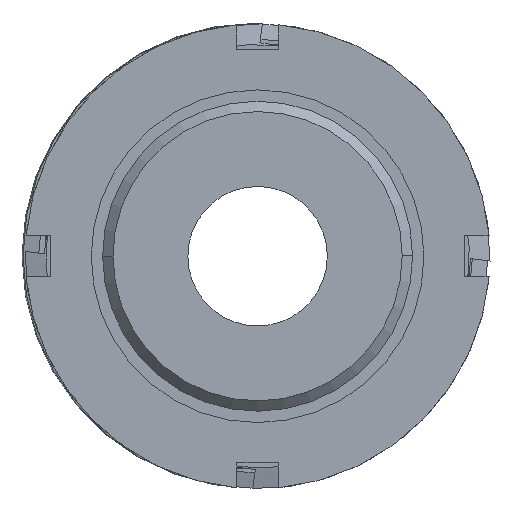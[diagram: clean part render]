
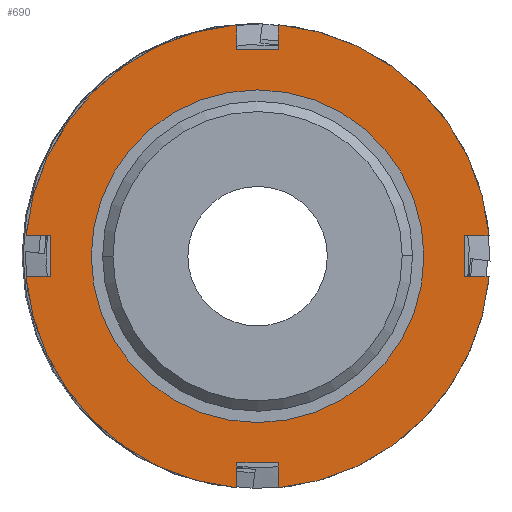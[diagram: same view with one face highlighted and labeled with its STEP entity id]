
A CAD part, front view. The second image highlights one B-rep face of the part: STEP entity #690.
In plain terms, the highlighted planar face has unit normal (0, -1, 0).
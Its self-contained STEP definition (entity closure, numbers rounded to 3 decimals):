
#3 = CIRCLE ( 'NONE', #2458, 16.1 ) ;
#14 = ORIENTED_EDGE ( 'NONE', *, *, #519, .T. ) ;
#30 = DIRECTION ( 'NONE',  ( 0., 0., 1. ) ) ;
#70 = EDGE_CURVE ( 'NONE', #154, #2143, #3504, .T. ) ;
#72 = DIRECTION ( 'NONE',  ( 0., 0., 1. ) ) ;
#154 = VERTEX_POINT ( 'NONE', #3694 ) ;
#186 = CARTESIAN_POINT ( 'NONE',  ( -2., -37., 20. ) ) ;
#189 = AXIS2_PLACEMENT_3D ( 'NONE', #454, #3955, #861 ) ;
#255 = ORIENTED_EDGE ( 'NONE', *, *, #70, .F. ) ;
#266 = CARTESIAN_POINT ( 'NONE',  ( -2., -37., -20. ) ) ;
#274 = LINE ( 'NONE', #2698, #557 ) ;
#329 = VECTOR ( 'NONE', #4277, 1000. ) ;
#334 = VECTOR ( 'NONE', #2537, 1000. ) ;
#439 = AXIS2_PLACEMENT_3D ( 'NONE', #3813, #2747, #3409 ) ;
#451 = ORIENTED_EDGE ( 'NONE', *, *, #4163, .T. ) ;
#454 = CARTESIAN_POINT ( 'NONE',  ( 0., -37., 0. ) ) ;
#457 = CARTESIAN_POINT ( 'NONE',  ( 20., -37., 2. ) ) ;
#459 = LINE ( 'NONE', #2400, #1877 ) ;
#488 = CARTESIAN_POINT ( 'NONE',  ( 16.1, -37., -2. ) ) ;
#492 = ORIENTED_EDGE ( 'NONE', *, *, #2037, .F. ) ;
#519 = EDGE_CURVE ( 'NONE', #699, #2143, #2085, .T. ) ;
#557 = VECTOR ( 'NONE', #953, 1000. ) ;
#571 = CARTESIAN_POINT ( 'NONE',  ( 0., -37., 0. ) ) ;
#598 = DIRECTION ( 'NONE',  ( 0., 0., -1. ) ) ;
#684 = EDGE_CURVE ( 'NONE', #3973, #2950, #1045, .T. ) ;
#690 = ADVANCED_FACE ( 'NONE', ( #1603, #2625 ), #2594, .F. ) ;
#699 = VERTEX_POINT ( 'NONE', #3941 ) ;
#799 = CARTESIAN_POINT ( 'NONE',  ( 0., -37., -16.1 ) ) ;
#843 = LINE ( 'NONE', #3072, #1664 ) ;
#849 = CARTESIAN_POINT ( 'NONE',  ( 16.1, -37., 0. ) ) ;
#852 = CIRCLE ( 'NONE', #2657, 22.5 ) ;
#861 = DIRECTION ( 'NONE',  ( 0., 0., 1. ) ) ;
#864 = ORIENTED_EDGE ( 'NONE', *, *, #3345, .T. ) ;
#867 = CARTESIAN_POINT ( 'NONE',  ( 22.411, -37., -2. ) ) ;
#953 = DIRECTION ( 'NONE',  ( 0., 0., -1. ) ) ;
#986 = ORIENTED_EDGE ( 'NONE', *, *, #2099, .F. ) ;
#989 = DIRECTION ( 'NONE',  ( 0., 0., 1. ) ) ;
#990 = VECTOR ( 'NONE', #4186, 1000. ) ;
#1006 = ORIENTED_EDGE ( 'NONE', *, *, #684, .T. ) ;
#1028 = VERTEX_POINT ( 'NONE', #4194 ) ;
#1045 = CIRCLE ( 'NONE', #189, 16.1 ) ;
#1139 = EDGE_CURVE ( 'NONE', #2974, #1794, #852, .T. ) ;
#1148 = CARTESIAN_POINT ( 'NONE',  ( -2., -37., -22.411 ) ) ;
#1159 = CARTESIAN_POINT ( 'NONE',  ( 0., -37., 0. ) ) ;
#1185 = DIRECTION ( 'NONE',  ( 0., 0., 1. ) ) ;
#1216 = DIRECTION ( 'NONE',  ( 0., 1., 0. ) ) ;
#1230 = VECTOR ( 'NONE', #1231, 1000. ) ;
#1231 = DIRECTION ( 'NONE',  ( 1., 0., 0. ) ) ;
#1274 = VECTOR ( 'NONE', #2918, 1000. ) ;
#1316 = CARTESIAN_POINT ( 'NONE',  ( 0., -37., 0. ) ) ;
#1343 = EDGE_CURVE ( 'NONE', #2122, #154, #2806, .T. ) ;
#1379 = CARTESIAN_POINT ( 'NONE',  ( 16.1, -37., 2. ) ) ;
#1382 = CARTESIAN_POINT ( 'NONE',  ( 0., -37., 20. ) ) ;
#1418 = ORIENTED_EDGE ( 'NONE', *, *, #3696, .F. ) ;
#1455 = CIRCLE ( 'NONE', #4281, 22.5 ) ;
#1464 = AXIS2_PLACEMENT_3D ( 'NONE', #849, #1216, #1565 ) ;
#1491 = CARTESIAN_POINT ( 'NONE',  ( 16.1, -37., 2. ) ) ;
#1498 = AXIS2_PLACEMENT_3D ( 'NONE', #571, #3753, #2389 ) ;
#1552 = LINE ( 'NONE', #1379, #1821 ) ;
#1565 = DIRECTION ( 'NONE',  ( 0., 0., 1. ) ) ;
#1569 = LINE ( 'NONE', #2794, #3403 ) ;
#1579 = CARTESIAN_POINT ( 'NONE',  ( -22.411, -37., 2. ) ) ;
#1603 = FACE_BOUND ( 'NONE', #1958, .T. ) ;
#1605 = LINE ( 'NONE', #488, #1230 ) ;
#1649 = CARTESIAN_POINT ( 'NONE',  ( 2., -37., -22.411 ) ) ;
#1664 = VECTOR ( 'NONE', #2735, 1000. ) ;
#1768 = VECTOR ( 'NONE', #4001, 1000. ) ;
#1794 = VERTEX_POINT ( 'NONE', #1649 ) ;
#1808 = VERTEX_POINT ( 'NONE', #1579 ) ;
#1821 = VECTOR ( 'NONE', #3113, 1000. ) ;
#1829 = EDGE_CURVE ( 'NONE', #2097, #1028, #2217, .T. ) ;
#1877 = VECTOR ( 'NONE', #2058, 1000. ) ;
#1892 = CARTESIAN_POINT ( 'NONE',  ( 16.1, -37., -2. ) ) ;
#1894 = CARTESIAN_POINT ( 'NONE',  ( -2., -37., 22.411 ) ) ;
#1910 = CARTESIAN_POINT ( 'NONE',  ( 0., -37., 16.1 ) ) ;
#1958 = EDGE_LOOP ( 'NONE', ( #3878, #1006 ) ) ;
#2033 = ORIENTED_EDGE ( 'NONE', *, *, #1139, .F. ) ;
#2037 = EDGE_CURVE ( 'NONE', #1794, #3095, #1569, .T. ) ;
#2058 = DIRECTION ( 'NONE',  ( 0., 0., -1. ) ) ;
#2085 = LINE ( 'NONE', #2162, #329 ) ;
#2091 = VERTEX_POINT ( 'NONE', #1894 ) ;
#2097 = VERTEX_POINT ( 'NONE', #1148 ) ;
#2099 = EDGE_CURVE ( 'NONE', #1808, #2091, #1455, .T. ) ;
#2122 = VERTEX_POINT ( 'NONE', #2530 ) ;
#2143 = VERTEX_POINT ( 'NONE', #457 ) ;
#2162 = CARTESIAN_POINT ( 'NONE',  ( 20., -37., 0. ) ) ;
#2195 = LINE ( 'NONE', #2543, #1274 ) ;
#2217 = CIRCLE ( 'NONE', #439, 22.5 ) ;
#2225 = ORIENTED_EDGE ( 'NONE', *, *, #1829, .F. ) ;
#2257 = ORIENTED_EDGE ( 'NONE', *, *, #3792, .F. ) ;
#2285 = VERTEX_POINT ( 'NONE', #3558 ) ;
#2311 = ORIENTED_EDGE ( 'NONE', *, *, #2644, .T. ) ;
#2389 = DIRECTION ( 'NONE',  ( 0., 0., 1. ) ) ;
#2400 = CARTESIAN_POINT ( 'NONE',  ( 2., -37., 0. ) ) ;
#2407 = LINE ( 'NONE', #3700, #3888 ) ;
#2458 = AXIS2_PLACEMENT_3D ( 'NONE', #1316, #3799, #989 ) ;
#2474 = ORIENTED_EDGE ( 'NONE', *, *, #3205, .T. ) ;
#2530 = CARTESIAN_POINT ( 'NONE',  ( 2., -37., 22.411 ) ) ;
#2537 = DIRECTION ( 'NONE',  ( -1., 0., 0. ) ) ;
#2543 = CARTESIAN_POINT ( 'NONE',  ( -2., -37., 0. ) ) ;
#2593 = VERTEX_POINT ( 'NONE', #266 ) ;
#2594 = PLANE ( 'NONE',  #1464 ) ;
#2625 = FACE_OUTER_BOUND ( 'NONE', #3604, .T. ) ;
#2644 = EDGE_CURVE ( 'NONE', #2593, #3095, #843, .T. ) ;
#2652 = VERTEX_POINT ( 'NONE', #4139 ) ;
#2657 = AXIS2_PLACEMENT_3D ( 'NONE', #1159, #2870, #72 ) ;
#2698 = CARTESIAN_POINT ( 'NONE',  ( -20., -37., 0. ) ) ;
#2735 = DIRECTION ( 'NONE',  ( 1., 0., 0. ) ) ;
#2747 = DIRECTION ( 'NONE',  ( 0., 1., 0. ) ) ;
#2794 = CARTESIAN_POINT ( 'NONE',  ( 2., -37., 0. ) ) ;
#2806 = CIRCLE ( 'NONE', #1498, 22.5 ) ;
#2870 = DIRECTION ( 'NONE',  ( 0., 1., 0. ) ) ;
#2918 = DIRECTION ( 'NONE',  ( 0., 0., 1. ) ) ;
#2934 = CARTESIAN_POINT ( 'NONE',  ( -20., -37., -2. ) ) ;
#2950 = VERTEX_POINT ( 'NONE', #1910 ) ;
#2974 = VERTEX_POINT ( 'NONE', #867 ) ;
#3072 = CARTESIAN_POINT ( 'NONE',  ( 0., -37., -20. ) ) ;
#3095 = VERTEX_POINT ( 'NONE', #4413 ) ;
#3113 = DIRECTION ( 'NONE',  ( 1., 0., 0. ) ) ;
#3165 = VERTEX_POINT ( 'NONE', #186 ) ;
#3172 = EDGE_CURVE ( 'NONE', #2950, #3973, #3, .T. ) ;
#3205 = EDGE_CURVE ( 'NONE', #2122, #2652, #459, .T. ) ;
#3249 = CARTESIAN_POINT ( 'NONE',  ( 0., -37., 0. ) ) ;
#3289 = LINE ( 'NONE', #1892, #1768 ) ;
#3345 = EDGE_CURVE ( 'NONE', #1808, #2285, #1552, .T. ) ;
#3403 = VECTOR ( 'NONE', #30, 1000. ) ;
#3409 = DIRECTION ( 'NONE',  ( 0., 0., 1. ) ) ;
#3504 = LINE ( 'NONE', #1491, #334 ) ;
#3558 = CARTESIAN_POINT ( 'NONE',  ( -20., -37., 2. ) ) ;
#3604 = EDGE_LOOP ( 'NONE', ( #1418, #2225, #4017, #2311, #492, #2033, #3815, #14, #255, #4517, #2474, #451, #2257, #986, #864, #3824 ) ) ;
#3613 = EDGE_CURVE ( 'NONE', #2974, #699, #3289, .T. ) ;
#3674 = VERTEX_POINT ( 'NONE', #2934 ) ;
#3694 = CARTESIAN_POINT ( 'NONE',  ( 22.411, -37., 2. ) ) ;
#3696 = EDGE_CURVE ( 'NONE', #1028, #3674, #1605, .T. ) ;
#3700 = CARTESIAN_POINT ( 'NONE',  ( -2., -37., 0. ) ) ;
#3701 = EDGE_CURVE ( 'NONE', #2285, #3674, #274, .T. ) ;
#3753 = DIRECTION ( 'NONE',  ( 0., 1., 0. ) ) ;
#3792 = EDGE_CURVE ( 'NONE', #2091, #3165, #2407, .T. ) ;
#3799 = DIRECTION ( 'NONE',  ( 0., 1., 0. ) ) ;
#3813 = CARTESIAN_POINT ( 'NONE',  ( 0., -37., 0. ) ) ;
#3815 = ORIENTED_EDGE ( 'NONE', *, *, #3613, .T. ) ;
#3824 = ORIENTED_EDGE ( 'NONE', *, *, #3701, .T. ) ;
#3878 = ORIENTED_EDGE ( 'NONE', *, *, #3172, .T. ) ;
#3888 = VECTOR ( 'NONE', #598, 1000. ) ;
#3941 = CARTESIAN_POINT ( 'NONE',  ( 20., -37., -2. ) ) ;
#3942 = DIRECTION ( 'NONE',  ( 0., 1., 0. ) ) ;
#3955 = DIRECTION ( 'NONE',  ( 0., 1., 0. ) ) ;
#3973 = VERTEX_POINT ( 'NONE', #799 ) ;
#3998 = EDGE_CURVE ( 'NONE', #2097, #2593, #2195, .T. ) ;
#4001 = DIRECTION ( 'NONE',  ( -1., 0., 0. ) ) ;
#4017 = ORIENTED_EDGE ( 'NONE', *, *, #3998, .T. ) ;
#4139 = CARTESIAN_POINT ( 'NONE',  ( 2., -37., 20. ) ) ;
#4163 = EDGE_CURVE ( 'NONE', #2652, #3165, #4397, .T. ) ;
#4186 = DIRECTION ( 'NONE',  ( -1., 0., 0. ) ) ;
#4194 = CARTESIAN_POINT ( 'NONE',  ( -22.411, -37., -2. ) ) ;
#4277 = DIRECTION ( 'NONE',  ( 0., 0., 1. ) ) ;
#4281 = AXIS2_PLACEMENT_3D ( 'NONE', #3249, #3942, #1185 ) ;
#4397 = LINE ( 'NONE', #1382, #990 ) ;
#4413 = CARTESIAN_POINT ( 'NONE',  ( 2., -37., -20. ) ) ;
#4517 = ORIENTED_EDGE ( 'NONE', *, *, #1343, .F. ) ;
